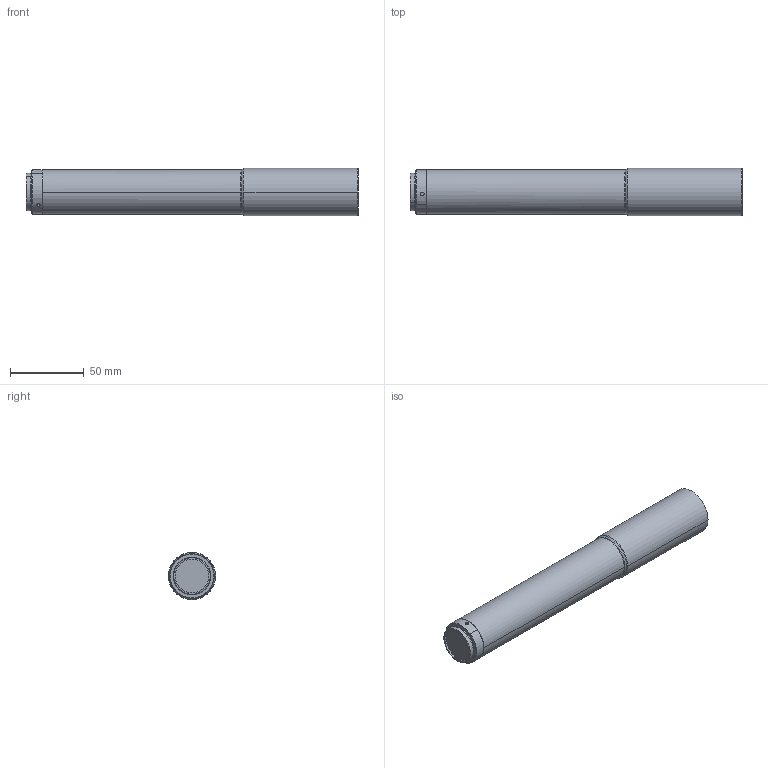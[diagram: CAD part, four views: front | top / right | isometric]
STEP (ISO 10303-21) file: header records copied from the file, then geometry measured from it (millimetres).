
FILE_DESCRIPTION (( 'STEP AP203' ), '1' );
FILE_NAME ('WH05-375A-110.STEP', '2019-08-03T03:02:50', ( '' ), ( '' ), 'SwSTEP 2.0', 'SolidWorks 2017', '' );
FILE_SCHEMA (( 'CONFIG_CONTROL_DESIGN' ));
Length unit declared in the file: millimetre
Products named in the file (1): WH05-375A-110
Bounding box: 225.11 x 32 x 32 mm (x, y, z)
Volume: 165087.3 mm3; surface area: 23420.1 mm2
Topology: 1 solids, 1 shells, 45 faces, 98 edges, 61 vertices
Faces by surface type: cylinder 23, cone 12, plane 6, bspline 4
Entity records: 1545 total; most frequent: CARTESIAN_POINT 497, DIRECTION 212, ORIENTED_EDGE 192, EDGE_CURVE 96, AXIS2_PLACEMENT_3D 90, VERTEX_POINT 61, EDGE_LOOP 53, CIRCLE 48
